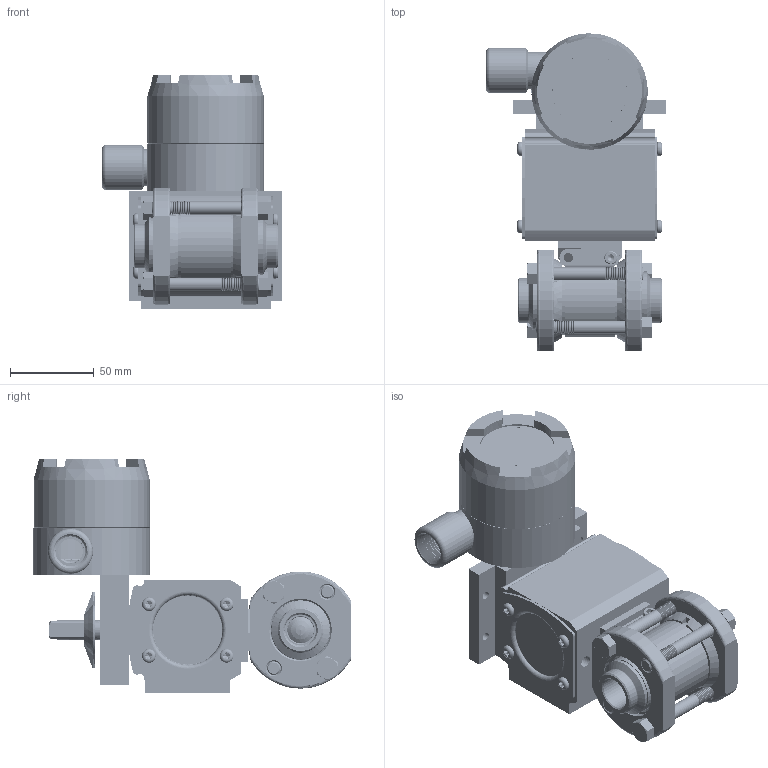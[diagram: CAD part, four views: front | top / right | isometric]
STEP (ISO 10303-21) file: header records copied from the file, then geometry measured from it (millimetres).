
FILE_DESCRIPTION (( 'STEP AP203' ), '1' );
FILE_NAME ('26XXTSWSA512DLS.step', '2018-09-05T12:15:30', ( '' ), ( '' ), 'SwSTEP 2.0', 'SolidWorks 2018', '' );
FILE_SCHEMA (( 'CONFIG_CONTROL_DESIGN' ));
Products named in the file (1): 26XXTSWSA512DLS
Bounding box: 107.71 x 189.17 x 140.21 mm (x, y, z)
Volume: 605352.3 mm3; surface area: 232232.3 mm2
Topology: 42 solids, 42 shells, 3639 faces, 9574 edges, 5999 vertices
Faces by surface type: cylinder 1687, cone 1126, plane 586, torus 131, bspline 107, sphere 2
Entity records: 148921 total; most frequent: CARTESIAN_POINT 62163, ORIENTED_EDGE 18876, DIRECTION 18244, EDGE_CURVE 9438, AXIS2_PLACEMENT_3D 7335, VERTEX_POINT 5995, EDGE_LOOP 3887, CIRCLE 3802
